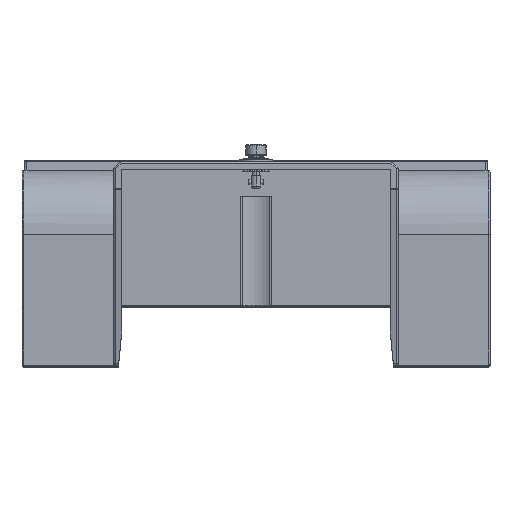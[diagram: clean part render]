
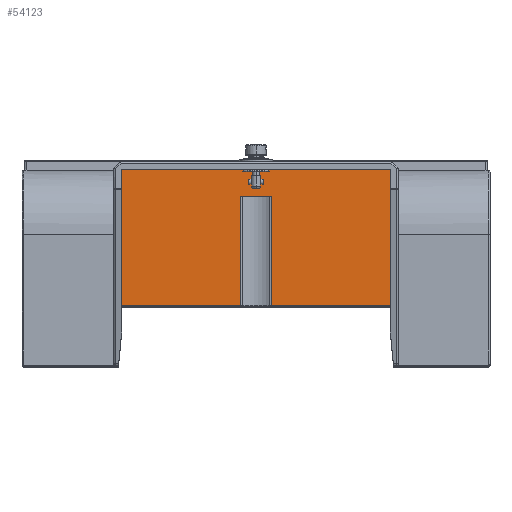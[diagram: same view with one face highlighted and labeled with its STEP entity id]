
A CAD part, top view. The second image highlights one B-rep face of the part: STEP entity #54123.
In plain terms, the highlighted planar face has unit normal (0, 0, 1).
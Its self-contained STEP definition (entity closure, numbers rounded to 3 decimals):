
#7098=DIRECTION('',(0.,-1.,0.));
#7099=VECTOR('',#7098,40.8);
#7100=CARTESIAN_POINT('',(-40.3,-2.35,94.));
#7101=LINE('',#7100,#7099);
#7313=DIRECTION('',(-1.,0.,0.));
#7314=VECTOR('',#7313,35.782);
#7315=CARTESIAN_POINT('',(-4.518,-43.15,94.));
#7316=LINE('',#7315,#7314);
#7317=DIRECTION('',(-1.,0.,0.));
#7318=VECTOR('',#7317,35.782);
#7319=CARTESIAN_POINT('',(40.3,-43.15,94.));
#7320=LINE('',#7319,#7318);
#7321=DIRECTION('',(0.,-1.,0.));
#7322=VECTOR('',#7321,32.8);
#7323=CARTESIAN_POINT('',(4.518,-10.35,94.));
#7324=LINE('',#7323,#7322);
#7325=DIRECTION('',(0.,1.,0.));
#7326=VECTOR('',#7325,32.8);
#7327=CARTESIAN_POINT('',(-4.518,-43.15,94.));
#7328=LINE('',#7327,#7326);
#7404=DIRECTION('',(1.,0.,0.));
#7405=VECTOR('',#7404,9.035);
#7406=CARTESIAN_POINT('',(-4.518,-10.35,94.));
#7407=LINE('',#7406,#7405);
#7432=DIRECTION('',(0.,-1.,0.));
#7433=VECTOR('',#7432,40.8);
#7434=CARTESIAN_POINT('',(40.3,-2.35,94.));
#7435=LINE('',#7434,#7433);
#7643=DIRECTION('',(1.,0.,0.));
#7644=VECTOR('',#7643,80.6);
#7645=CARTESIAN_POINT('',(-40.3,-2.35,94.));
#7646=LINE('',#7645,#7644);
#42768=CARTESIAN_POINT('',(-40.3,-2.35,94.));
#42769=CARTESIAN_POINT('',(40.3,-2.35,94.));
#42770=VERTEX_POINT('',#42768);
#42771=VERTEX_POINT('',#42769);
#42780=CARTESIAN_POINT('',(4.518,-10.35,94.));
#42781=VERTEX_POINT('',#42780);
#42782=CARTESIAN_POINT('',(-4.518,-10.35,94.));
#42783=VERTEX_POINT('',#42782);
#43902=CARTESIAN_POINT('',(-4.518,-43.15,94.));
#43903=CARTESIAN_POINT('',(-40.3,-43.15,94.));
#43904=VERTEX_POINT('',#43902);
#43905=VERTEX_POINT('',#43903);
#43920=CARTESIAN_POINT('',(4.518,-43.15,94.));
#43921=VERTEX_POINT('',#43920);
#43924=CARTESIAN_POINT('',(40.3,-43.15,94.));
#43925=VERTEX_POINT('',#43924);
#54101=CARTESIAN_POINT('',(40.3,-2.35,94.));
#54102=DIRECTION('',(0.,0.,1.));
#54103=DIRECTION('',(-1.,0.,0.));
#54104=AXIS2_PLACEMENT_3D('',#54101,#54102,#54103);
#54105=PLANE('',#54104);
#54107=ORIENTED_EDGE('',*,*,#54106,.T.);
#54108=ORIENTED_EDGE('',*,*,#53977,.F.);
#54110=ORIENTED_EDGE('',*,*,#54109,.T.);
#54112=ORIENTED_EDGE('',*,*,#54111,.T.);
#54114=ORIENTED_EDGE('',*,*,#54113,.T.);
#54116=ORIENTED_EDGE('',*,*,#54115,.F.);
#54118=ORIENTED_EDGE('',*,*,#54117,.F.);
#54120=ORIENTED_EDGE('',*,*,#54119,.F.);
#54121=EDGE_LOOP('',(#54107,#54108,#54110,#54112,#54114,#54116,#54118,#54120));
#54122=FACE_OUTER_BOUND('',#54121,.F.);
#54123=ADVANCED_FACE('',(#54122),#54105,.T.);
#53977=EDGE_CURVE('',#42770,#43905,#7101,.T.);
#54106=EDGE_CURVE('',#43904,#43905,#7316,.T.);
#54109=EDGE_CURVE('',#42770,#42771,#7646,.T.);
#54111=EDGE_CURVE('',#42771,#43925,#7435,.T.);
#54113=EDGE_CURVE('',#43925,#43921,#7320,.T.);
#54115=EDGE_CURVE('',#42781,#43921,#7324,.T.);
#54117=EDGE_CURVE('',#42783,#42781,#7407,.T.);
#54119=EDGE_CURVE('',#43904,#42783,#7328,.T.);
